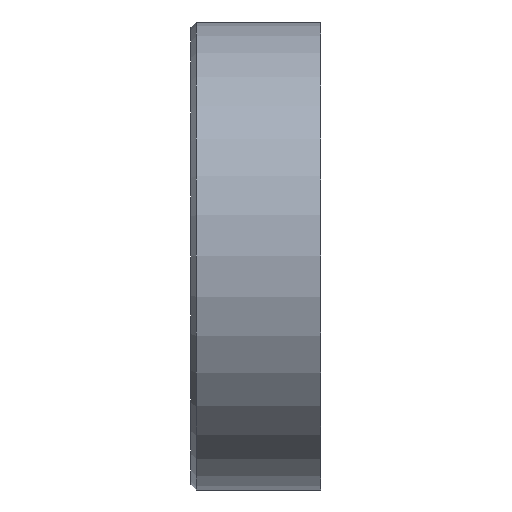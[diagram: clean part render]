
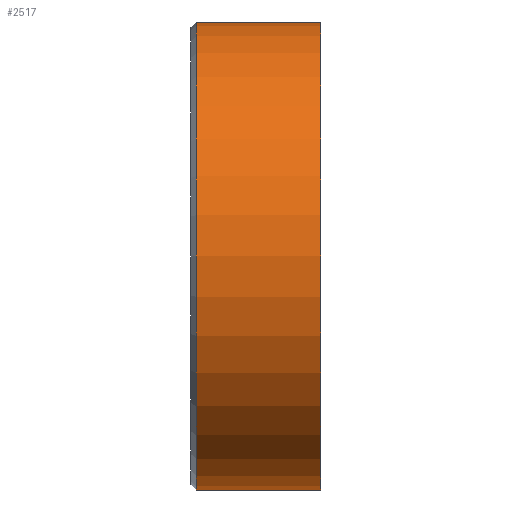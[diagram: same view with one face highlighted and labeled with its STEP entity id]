
A CAD part, left-side view. The second image highlights one B-rep face of the part: STEP entity #2517.
In plain terms, the highlighted cylindrical face has radius 45 mm (diameter 90 mm), a partial arc.
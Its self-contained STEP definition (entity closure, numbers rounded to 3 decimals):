
#327=CYLINDRICAL_SURFACE('',#2703,45.);
#359=FACE_OUTER_BOUND('',#474,.T.);
#474=EDGE_LOOP('',(#1821,#1822,#1823,#1824));
#641=LINE('',#3983,#766);
#646=LINE('',#3993,#771);
#766=VECTOR('',#3117,10.);
#771=VECTOR('',#3124,10.);
#881=CIRCLE('',#2697,45.);
#883=CIRCLE('',#2704,45.);
#1124=VERTEX_POINT('',#3959);
#1125=VERTEX_POINT('',#3961);
#1131=VERTEX_POINT('',#3982);
#1135=VERTEX_POINT('',#3992);
#1423=EDGE_CURVE('',#1124,#1125,#881,.T.);
#1434=EDGE_CURVE('',#1125,#1131,#641,.T.);
#1439=EDGE_CURVE('',#1124,#1135,#646,.T.);
#1440=EDGE_CURVE('',#1135,#1131,#883,.T.);
#1821=ORIENTED_EDGE('',*,*,#1423,.F.);
#1822=ORIENTED_EDGE('',*,*,#1439,.T.);
#1823=ORIENTED_EDGE('',*,*,#1440,.T.);
#1824=ORIENTED_EDGE('',*,*,#1434,.F.);
#2517=ADVANCED_FACE('',(#359),#327,.T.);
#2697=AXIS2_PLACEMENT_3D('',#3962,#3096,#3097);
#2703=AXIS2_PLACEMENT_3D('',#3991,#3122,#3123);
#2704=AXIS2_PLACEMENT_3D('',#3994,#3125,#3126);
#3096=DIRECTION('center_axis',(0.,1.,0.));
#3097=DIRECTION('ref_axis',(0.,0.,
-1.));
#3117=DIRECTION('',(0.,-1.,0.));
#3122=DIRECTION('center_axis',(0.,-1.,0.));
#3123=DIRECTION('ref_axis',(0.,0.,
-1.));
#3124=DIRECTION('',(0.,-1.,0.));
#3125=DIRECTION('center_axis',(0.,1.,0.));
#3126=DIRECTION('ref_axis',(0.,0.,
-1.));
#3959=CARTESIAN_POINT('',(-70.,14.,-45.));
#3961=CARTESIAN_POINT('',(-70.,14.,45.));
#3962=CARTESIAN_POINT('Origin',(-70.,14.,0.));
#3982=CARTESIAN_POINT('',(-70.,-10.,45.));
#3983=CARTESIAN_POINT('',(-70.,15.,45.));
#3991=CARTESIAN_POINT('Origin',(-70.,15.,0.));
#3992=CARTESIAN_POINT('',(-70.,-10.,-45.));
#3993=CARTESIAN_POINT('',(-70.,15.,-45.));
#3994=CARTESIAN_POINT('Origin',(-70.,-10.,0.));
